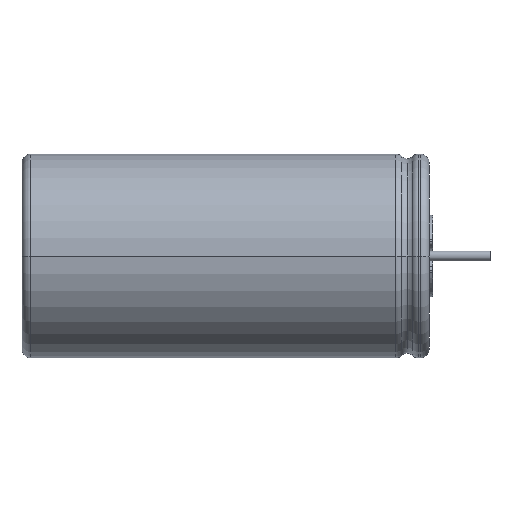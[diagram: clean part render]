
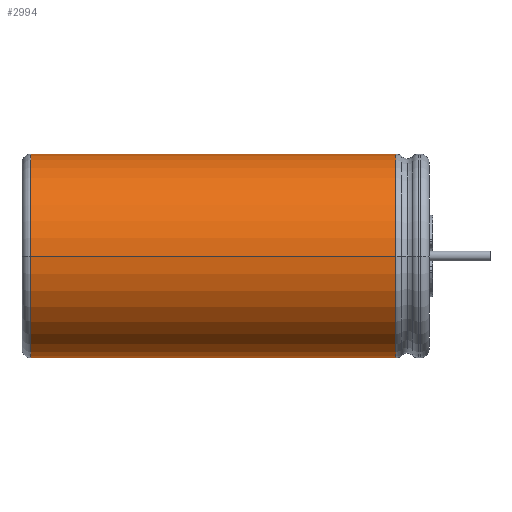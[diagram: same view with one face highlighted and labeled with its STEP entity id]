
A CAD part, left-side view. The second image highlights one B-rep face of the part: STEP entity #2994.
In plain terms, the highlighted cylindrical face has radius 6.275 mm (diameter 12.551 mm), a partial arc.
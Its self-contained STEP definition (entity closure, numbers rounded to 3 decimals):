
#2 = CIRCLE ( 'NONE', #2079, 6.275 ) ;
#72 = CARTESIAN_POINT ( 'NONE',  ( 0., 12.922, 6.275 ) ) ;
#100 = DIRECTION ( 'NONE',  ( 0., -1., 0. ) ) ;
#210 = AXIS2_PLACEMENT_3D ( 'NONE', #557, #3903, #693 ) ;
#233 = VECTOR ( 'NONE', #100, 1000. ) ;
#343 = EDGE_CURVE ( 'NONE', #567, #1999, #1283, .T. ) ;
#494 = CARTESIAN_POINT ( 'NONE',  ( 0., 12.922, -6.275 ) ) ;
#498 = AXIS2_PLACEMENT_3D ( 'NONE', #2773, #4266, #2819 ) ;
#515 = ORIENTED_EDGE ( 'NONE', *, *, #2352, .F. ) ;
#557 = CARTESIAN_POINT ( 'NONE',  ( 0., 12.922, 0. ) ) ;
#567 = VERTEX_POINT ( 'NONE', #3188 ) ;
#627 = CARTESIAN_POINT ( 'NONE',  ( 0., 25., -6.275 ) ) ;
#632 = DIRECTION ( 'NONE',  ( 1., 0., 0. ) ) ;
#693 = DIRECTION ( 'NONE',  ( 1., 0., 0. ) ) ;
#786 = CYLINDRICAL_SURFACE ( 'NONE', #210, 6.275 ) ;
#1283 = LINE ( 'NONE', #72, #233 ) ;
#1363 = CIRCLE ( 'NONE', #498, 6.275 ) ;
#1638 = ORIENTED_EDGE ( 'NONE', *, *, #343, .F. ) ;
#1990 = DIRECTION ( 'NONE',  ( 0., 1., 0. ) ) ;
#1999 = VERTEX_POINT ( 'NONE', #3221 ) ;
#2038 = EDGE_LOOP ( 'NONE', ( #2804, #515, #2460, #1638 ) ) ;
#2079 = AXIS2_PLACEMENT_3D ( 'NONE', #3559, #2138, #632 ) ;
#2138 = DIRECTION ( 'NONE',  ( 0., -1., 0. ) ) ;
#2352 = EDGE_CURVE ( 'NONE', #2900, #3440, #3841, .T. ) ;
#2374 = EDGE_CURVE ( 'NONE', #1999, #2900, #1363, .T. ) ;
#2460 = ORIENTED_EDGE ( 'NONE', *, *, #2374, .F. ) ;
#2773 = CARTESIAN_POINT ( 'NONE',  ( 0., 2.52, 0. ) ) ;
#2804 = ORIENTED_EDGE ( 'NONE', *, *, #3877, .T. ) ;
#2819 = DIRECTION ( 'NONE',  ( 1., 0., 0. ) ) ;
#2900 = VERTEX_POINT ( 'NONE', #4509 ) ;
#2994 = ADVANCED_FACE ( 'NONE', ( #3263 ), #786, .T. ) ;
#3188 = CARTESIAN_POINT ( 'NONE',  ( 0., 25., 6.275 ) ) ;
#3221 = CARTESIAN_POINT ( 'NONE',  ( 0., 2.52, 6.275 ) ) ;
#3263 = FACE_OUTER_BOUND ( 'NONE', #2038, .T. ) ;
#3440 = VERTEX_POINT ( 'NONE', #627 ) ;
#3559 = CARTESIAN_POINT ( 'NONE',  ( 0., 25., 0. ) ) ;
#3841 = LINE ( 'NONE', #494, #4546 ) ;
#3877 = EDGE_CURVE ( 'NONE', #567, #3440, #2, .T. ) ;
#3903 = DIRECTION ( 'NONE',  ( 0., 1., 0. ) ) ;
#4266 = DIRECTION ( 'NONE',  ( 0., -1., 0. ) ) ;
#4509 = CARTESIAN_POINT ( 'NONE',  ( 0., 2.52, -6.275 ) ) ;
#4546 = VECTOR ( 'NONE', #1990, 1000. ) ;
